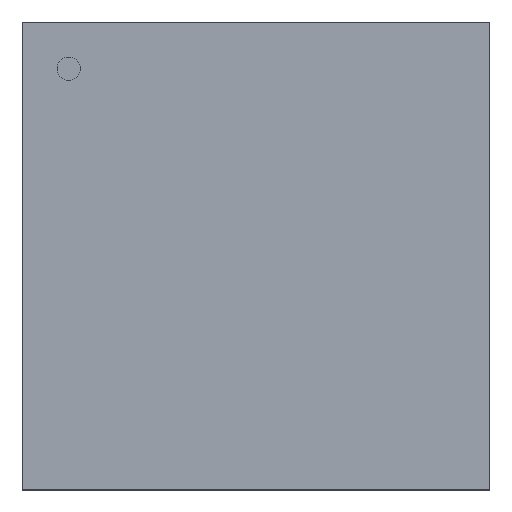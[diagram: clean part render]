
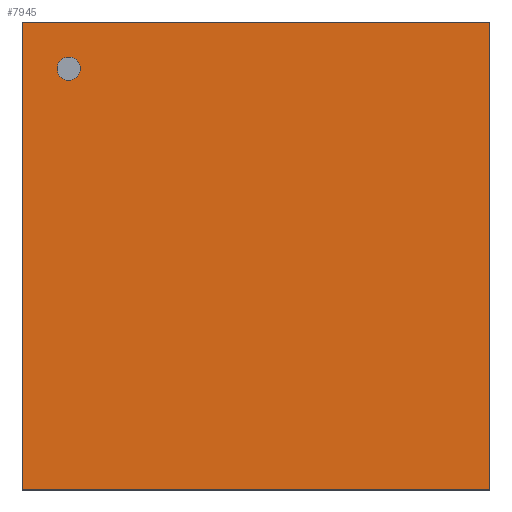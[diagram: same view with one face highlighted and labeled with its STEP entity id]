
A CAD part, top view. The second image highlights one B-rep face of the part: STEP entity #7945.
In plain terms, the highlighted planar face has unit normal (0, 0, 1).
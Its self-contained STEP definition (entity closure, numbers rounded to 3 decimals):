
#7721=CARTESIAN_POINT('',(12.05,-12.05,3.39));
#7720=VERTEX_POINT('',#7721);
#7731=CARTESIAN_POINT('',(-12.05,-12.05,3.39));
#7730=VERTEX_POINT('',#7731);
#7729=EDGE_CURVE('',#7730,#7720,#7734,.T.);
#7734=LINE('',#7731,#7736);
#7736=VECTOR('',#7737,24.1);
#7737=DIRECTION('',(1.0,0.0,0.0));
#7770=CARTESIAN_POINT('',(12.05,12.05,3.39));
#7769=VERTEX_POINT('',#7770);
#7778=EDGE_CURVE('',#7720,#7769,#7783,.T.);
#7783=LINE('',#7721,#7785);
#7785=VECTOR('',#7786,24.1);
#7786=DIRECTION('',(0.0,1.0,0.0));
#7819=CARTESIAN_POINT('',(-12.05,12.05,3.39));
#7818=VERTEX_POINT('',#7819);
#7827=EDGE_CURVE('',#7769,#7818,#7832,.T.);
#7832=LINE('',#7770,#7834);
#7834=VECTOR('',#7835,24.1);
#7835=DIRECTION('',(-1.0,0.0,0.0));
#7876=EDGE_CURVE('',#7818,#7730,#7881,.T.);
#7881=LINE('',#7819,#7883);
#7883=VECTOR('',#7884,24.1);
#7884=DIRECTION('',(0.0,-1.0,0.0));
#7945=ADVANCED_FACE('',(#7951),#7946,.T.);
#7946=PLANE('',#7947);
#7947=AXIS2_PLACEMENT_3D('',#7948,#7949,#7950);
#7948=CARTESIAN_POINT('',(-12.05,-12.05,3.39));
#7949=DIRECTION('',(0.0,0.0,1.0));
#7950=DIRECTION('',(0.,1.,0.));
#7951=FACE_OUTER_BOUND('',#7952,.T.);
#7952=EDGE_LOOP('',(#7953,#7963,#7973,#7983));
#7953=ORIENTED_EDGE('',*,*,#7729,.T.);
#7963=ORIENTED_EDGE('',*,*,#7778,.T.);
#7973=ORIENTED_EDGE('',*,*,#7827,.T.);
#7983=ORIENTED_EDGE('',*,*,#7876,.T.);
